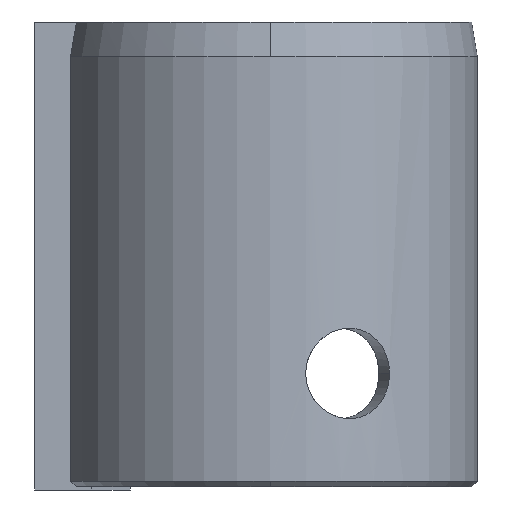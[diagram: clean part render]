
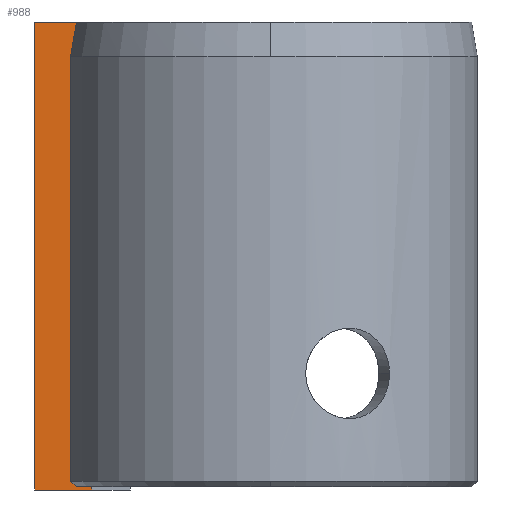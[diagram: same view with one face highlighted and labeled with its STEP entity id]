
A CAD part, left-side view. The second image highlights one B-rep face of the part: STEP entity #988.
In plain terms, the highlighted planar face has unit normal (-1, 0, 0).
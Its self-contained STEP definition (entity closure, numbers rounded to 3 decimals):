
#14 = DIRECTION ( 'NONE',  ( 1., 0., 0. ) ) ;
#22 = LINE ( 'NONE', #877, #1202 ) ;
#72 = VECTOR ( 'NONE', #137, 1000. ) ;
#87 = ORIENTED_EDGE ( 'NONE', *, *, #208, .T. ) ;
#99 = ORIENTED_EDGE ( 'NONE', *, *, #214, .F. ) ;
#137 = DIRECTION ( 'NONE',  ( 0., 0., -1. ) ) ;
#208 = EDGE_CURVE ( 'NONE', #341, #658, #22, .T. ) ;
#214 = EDGE_CURVE ( 'NONE', #1306, #375, #881, .T. ) ;
#323 = VECTOR ( 'NONE', #395, 1000. ) ;
#341 = VERTEX_POINT ( 'NONE', #1362 ) ;
#371 = EDGE_CURVE ( 'NONE', #375, #658, #482, .T. ) ;
#375 = VERTEX_POINT ( 'NONE', #487 ) ;
#395 = DIRECTION ( 'NONE',  ( 0., 1., 0. ) ) ;
#442 = DIRECTION ( 'NONE',  ( 0., 0., -1. ) ) ;
#454 = DIRECTION ( 'NONE',  ( 0., 0., -1. ) ) ;
#455 = CARTESIAN_POINT ( 'NONE',  ( -4.768, 15.745, 20.5 ) ) ;
#482 = LINE ( 'NONE', #1371, #323 ) ;
#487 = CARTESIAN_POINT ( 'NONE',  ( -4.768, 15.745, -20.78 ) ) ;
#517 = FACE_OUTER_BOUND ( 'NONE', #810, .T. ) ;
#575 = CARTESIAN_POINT ( 'NONE',  ( -4.768, 20.785, -20.78 ) ) ;
#658 = VERTEX_POINT ( 'NONE', #575 ) ;
#659 = CARTESIAN_POINT ( 'NONE',  ( -4.768, 15.745, 20.5 ) ) ;
#764 = PLANE ( 'NONE',  #1368 ) ;
#810 = EDGE_LOOP ( 'NONE', ( #99, #1149, #87, #1359 ) ) ;
#877 = CARTESIAN_POINT ( 'NONE',  ( -4.768, 20.785, 20.5 ) ) ;
#881 = LINE ( 'NONE', #1312, #72 ) ;
#897 = VECTOR ( 'NONE', #1387, 1000. ) ;
#988 = ADVANCED_FACE ( 'NONE', ( #517 ), #764, .F. ) ;
#1140 = LINE ( 'NONE', #1260, #897 ) ;
#1149 = ORIENTED_EDGE ( 'NONE', *, *, #1335, .F. ) ;
#1202 = VECTOR ( 'NONE', #454, 1000. ) ;
#1260 = CARTESIAN_POINT ( 'NONE',  ( -4.768, 15.745, 20.5 ) ) ;
#1306 = VERTEX_POINT ( 'NONE', #455 ) ;
#1312 = CARTESIAN_POINT ( 'NONE',  ( -4.768, 15.745, 20.5 ) ) ;
#1335 = EDGE_CURVE ( 'NONE', #341, #1306, #1140, .T. ) ;
#1359 = ORIENTED_EDGE ( 'NONE', *, *, #371, .F. ) ;
#1362 = CARTESIAN_POINT ( 'NONE',  ( -4.768, 20.785, 20.5 ) ) ;
#1368 = AXIS2_PLACEMENT_3D ( 'NONE', #659, #14, #442 ) ;
#1371 = CARTESIAN_POINT ( 'NONE',  ( -4.768, 16.575, -20.78 ) ) ;
#1387 = DIRECTION ( 'NONE',  ( 0., -1., 0. ) ) ;
